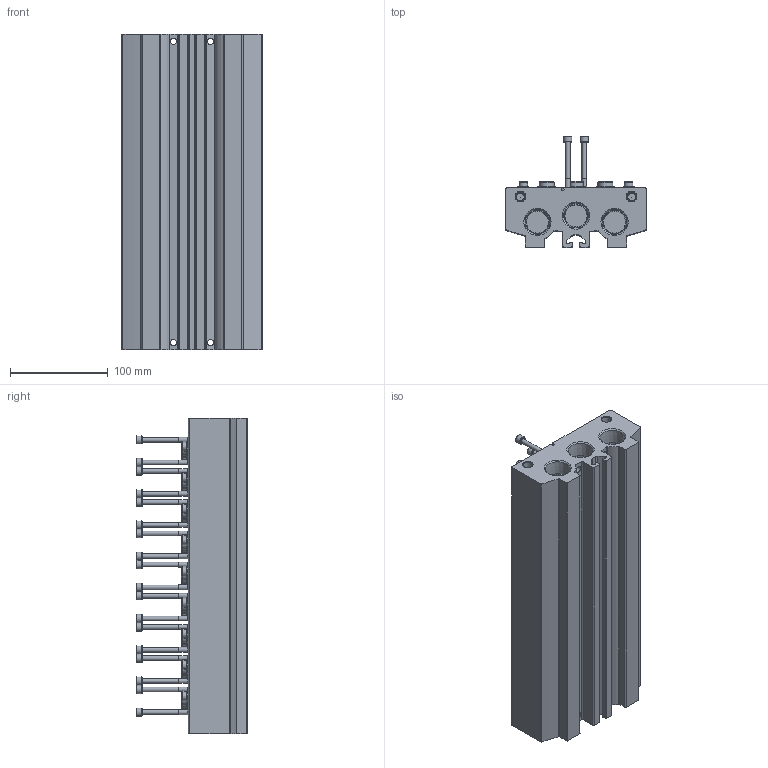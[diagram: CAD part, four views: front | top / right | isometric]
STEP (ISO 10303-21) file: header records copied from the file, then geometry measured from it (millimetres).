
FILE_DESCRIPTION(/* description */ ('STEP AP214'),/* implementation_level */ '2;1');
FILE_NAME(/* name */ '8026375_VABM-B10-30E-N34-9',/* time_stamp */ '2024-09-15T23:15:59+02:00',/* author */ ('License CC BY-ND 4.0'),/* organization */ ('CADENAS'),/* preprocessor_version */ 'ST-DEVELOPER v19.3',/* originating_system */ 'PARTsolutions',/* authorisation */ ' ');
FILE_SCHEMA (('AUTOMOTIVE_DESIGN {1 0 10303 214 3 1 1}'));
Length unit declared in the file: millimetre
Products named in the file (7): 8026375 VABM-B10-30E-N34-9; 8026375 VABM-B10-30E-N34-9---(M); 1658619 VUVS-G3-3---(S); 2191444 F-M5x60-10.9; 1354302 VUVS-G18---(S); 31786 B-3/4-NPT---(Plug); 173985 B-1/8-NPT---(Plug)
Assembly tree (51 placements, depth 2):
  8026375 VABM-B10-30E-N34-9
    8026375 VABM-B10-30E-N34-9---(M)
    1658619 VUVS-G3-3---(S)  x9
    2191444 F-M5x60-10.9  x18
    1354302 VUVS-G18---(S)  x18
    31786 B-3/4-NPT---(Plug)  x3
    173985 B-1/8-NPT---(Plug)  x2
Bounding box: 144 x 113.9 x 324 mm (x, y, z)
Volume: 1997106.9 mm3; surface area: 369756.9 mm2
Topology: 51 solids, 51 shells, 1969 faces, 4604 edges, 2913 vertices
Faces by surface type: plane 892, cylinder 567, cone 402, torus 108
Full cylindrical faces by diameter (mm): 3.5 x1, 4.134 x21, 4.366 x2, 4.75 x18, 5 x18, 5.5 x18, 6 x18, 6.3 x4, 8.2 x2, 8.5 x18, 8.9 x18, 9 x27, 10.8 x18, 12 x27, 14.288 x3, 15 x18, 15.1 x27, 18.1 x27, 22.8 x3
Entity records: 15112 total; most frequent: CARTESIAN_POINT 3105, DIRECTION 2498, ORIENTED_EDGE 2040, EDGE_CURVE 1020, AXIS2_PLACEMENT_3D 992, FACE_BOUND 882, EDGE_LOOP 858, VERTEX_POINT 784
